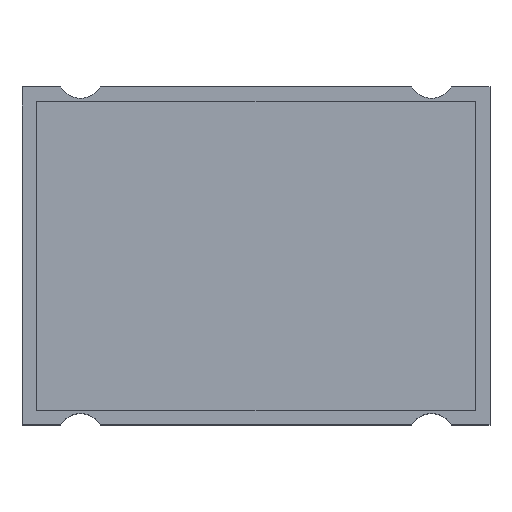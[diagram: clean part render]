
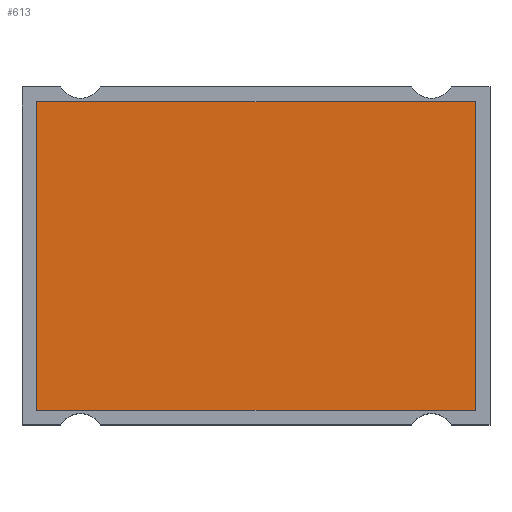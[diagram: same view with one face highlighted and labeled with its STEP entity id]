
A CAD part, top view. The second image highlights one B-rep face of the part: STEP entity #613.
In plain terms, the highlighted planar face has unit normal (0, 0, 1).
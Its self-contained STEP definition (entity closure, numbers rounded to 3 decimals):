
#523 = VERTEX_POINT('',#524);
#524 = CARTESIAN_POINT('',(0.125,-5.175,1.4));
#530 = EDGE_CURVE('',#523,#531,#533,.T.);
#531 = VERTEX_POINT('',#532);
#532 = CARTESIAN_POINT('',(0.125,-0.425,1.4));
#533 = LINE('',#534,#535);
#534 = CARTESIAN_POINT('',(0.125,-5.175,1.4));
#535 = VECTOR('',#536,1.);
#536 = DIRECTION('',(0.,1.,0.));
#554 = EDGE_CURVE('',#523,#555,#557,.T.);
#555 = VERTEX_POINT('',#556);
#556 = CARTESIAN_POINT('',(6.875,-5.175,1.4));
#557 = LINE('',#558,#559);
#558 = CARTESIAN_POINT('',(0.125,-5.175,1.4));
#559 = VECTOR('',#560,1.);
#560 = DIRECTION('',(1.,0.,0.));
#578 = EDGE_CURVE('',#555,#579,#581,.T.);
#579 = VERTEX_POINT('',#580);
#580 = CARTESIAN_POINT('',(6.875,-0.425,1.4));
#581 = LINE('',#582,#583);
#582 = CARTESIAN_POINT('',(6.875,-5.175,1.4));
#583 = VECTOR('',#584,1.);
#584 = DIRECTION('',(0.,1.,0.));
#602 = EDGE_CURVE('',#531,#579,#603,.T.);
#603 = LINE('',#604,#605);
#604 = CARTESIAN_POINT('',(0.125,-0.425,1.4));
#605 = VECTOR('',#606,1.);
#606 = DIRECTION('',(1.,0.,0.));
#613 = ADVANCED_FACE('',(#614),#620,.T.);
#614 = FACE_BOUND('',#615,.T.);
#615 = EDGE_LOOP('',(#616,#617,#618,#619));
#616 = ORIENTED_EDGE('',*,*,#530,.F.);
#617 = ORIENTED_EDGE('',*,*,#554,.T.);
#618 = ORIENTED_EDGE('',*,*,#578,.T.);
#619 = ORIENTED_EDGE('',*,*,#602,.F.);
#620 = PLANE('',#621);
#621 = AXIS2_PLACEMENT_3D('',#622,#623,#624);
#622 = CARTESIAN_POINT('',(0.125,-5.175,1.4));
#623 = DIRECTION('',(0.,0.,1.));
#624 = DIRECTION('',(1.,0.,0.));
